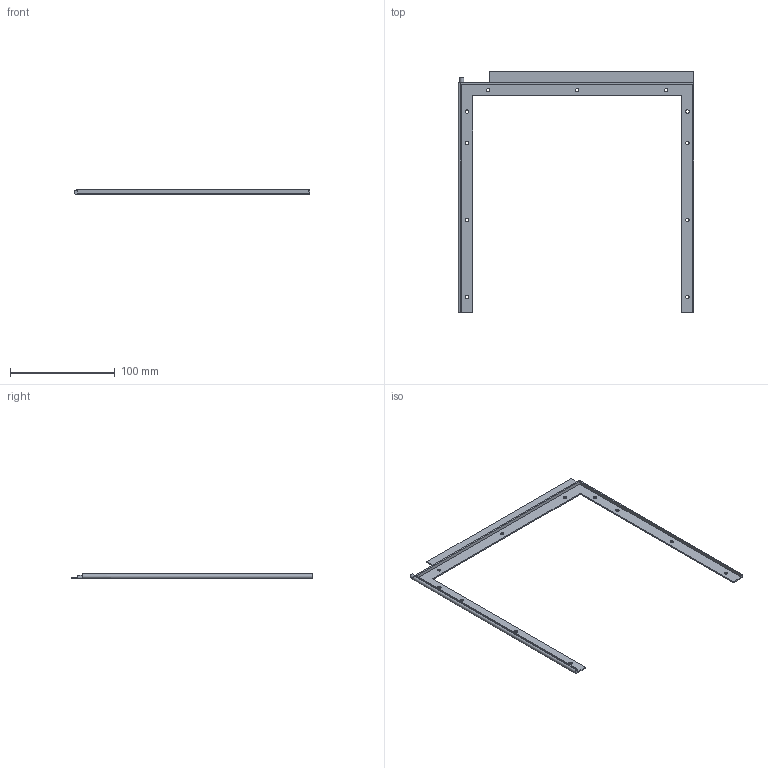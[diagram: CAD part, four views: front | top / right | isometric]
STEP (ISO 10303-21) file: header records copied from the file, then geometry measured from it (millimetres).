
FILE_DESCRIPTION (( 'STEP AP214' ), '1' );
FILE_NAME ('puerta izquierda arribaSLDPRT.STEP', '2025-11-21T16:52:18', ( '' ), ( '' ), 'SwSTEP 2.0', 'SolidWorks 2024', '' );
FILE_SCHEMA (( 'AUTOMOTIVE_DESIGN' ));
Length unit declared in the file: millimetre
Products named in the file (1): puerta izquierda arribaSLDPRT
Bounding box: 225.5 x 230.5 x 4.5 mm (x, y, z)
Volume: 16347.6 mm3; surface area: 26025 mm2
Topology: 1 solids, 1 shells, 44 faces, 126 edges, 84 vertices
Faces by surface type: cylinder 24, plane 19, torus 1
Entity records: 1536 total; most frequent: CARTESIAN_POINT 267, DIRECTION 265, ORIENTED_EDGE 252, EDGE_CURVE 126, AXIS2_PLACEMENT_3D 96, VERTEX_POINT 84, VECTOR 73, LINE 73
